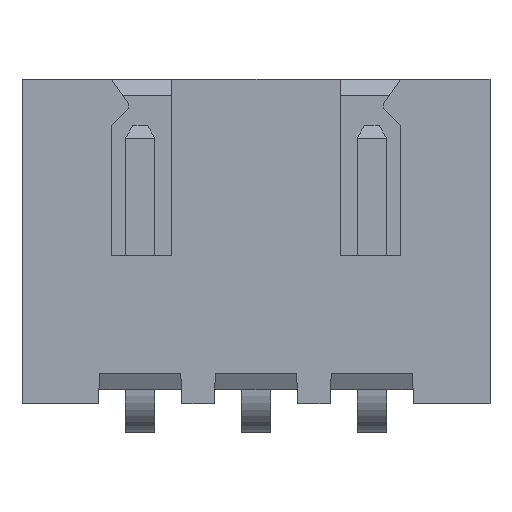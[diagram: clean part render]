
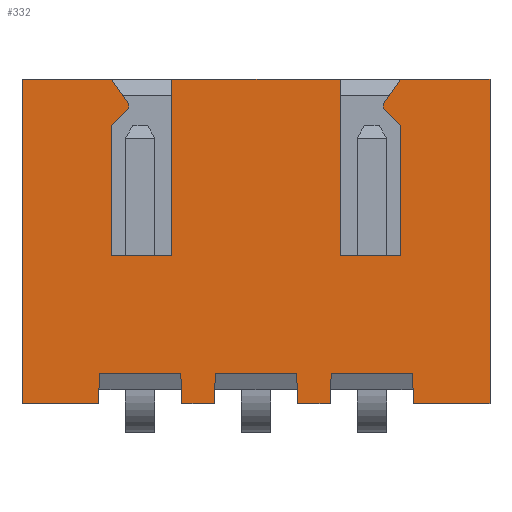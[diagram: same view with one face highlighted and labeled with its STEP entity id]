
A CAD part, top view. The second image highlights one B-rep face of the part: STEP entity #332.
In plain terms, the highlighted planar face has unit normal (0, 0, 1).
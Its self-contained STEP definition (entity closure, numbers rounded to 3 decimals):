
#332=ADVANCED_FACE('',(#965),#967,.T.);
#965=FACE_BOUND('',#966,.T.);
#966=EDGE_LOOP('',(#1460,#1461,#1462,#1463,#1464,#1465,#1466,#1467,#1468,#1469,#1470,
#1471,#1472,#1473,#1474,#1475,#1476,#1477,#1478,#1479,#1480,#1481,#1482,#1483,#1484,
#1485,#1486,#1487,#1488,#1489));
#967=PLANE('',#968);
#968=AXIS2_PLACEMENT_3D('',#969,#970,#971);
#969=CARTESIAN_POINT('',(-7.55,0.3,5.75));
#970=DIRECTION('',(0.,0.,1.));
#971=DIRECTION('',(1.,0.,0.));
#1460=ORIENTED_EDGE('',*,*,#1831,.T.);
#1461=ORIENTED_EDGE('',*,*,#1798,.T.);
#1462=ORIENTED_EDGE('',*,*,#1823,.T.);
#1463=ORIENTED_EDGE('',*,*,#1832,.T.);
#1464=ORIENTED_EDGE('',*,*,#1833,.T.);
#1465=ORIENTED_EDGE('',*,*,#1834,.T.);
#1466=ORIENTED_EDGE('',*,*,#1835,.T.);
#1467=ORIENTED_EDGE('',*,*,#1836,.T.);
#1468=ORIENTED_EDGE('',*,*,#1837,.F.);
#1469=ORIENTED_EDGE('',*,*,#1838,.T.);
#1470=ORIENTED_EDGE('',*,*,#1839,.T.);
#1471=ORIENTED_EDGE('',*,*,#1840,.T.);
#1472=ORIENTED_EDGE('',*,*,#1841,.T.);
#1473=ORIENTED_EDGE('',*,*,#1842,.T.);
#1474=ORIENTED_EDGE('',*,*,#1843,.T.);
#1475=ORIENTED_EDGE('',*,*,#1844,.F.);
#1476=ORIENTED_EDGE('',*,*,#1845,.T.);
#1477=ORIENTED_EDGE('',*,*,#1846,.T.);
#1478=ORIENTED_EDGE('',*,*,#1847,.T.);
#1479=ORIENTED_EDGE('',*,*,#1848,.T.);
#1480=ORIENTED_EDGE('',*,*,#1849,.T.);
#1481=ORIENTED_EDGE('',*,*,#1850,.T.);
#1482=ORIENTED_EDGE('',*,*,#1851,.F.);
#1483=ORIENTED_EDGE('',*,*,#1852,.F.);
#1484=ORIENTED_EDGE('',*,*,#1825,.T.);
#1485=ORIENTED_EDGE('',*,*,#1794,.T.);
#1486=ORIENTED_EDGE('',*,*,#1853,.T.);
#1487=ORIENTED_EDGE('',*,*,#1786,.T.);
#1488=ORIENTED_EDGE('',*,*,#1824,.T.);
#1489=ORIENTED_EDGE('',*,*,#1806,.T.);
#1786=EDGE_CURVE('',#1983,#1984,#1985,.F.);
#1794=EDGE_CURVE('',#2000,#1998,#2001,.F.);
#1798=EDGE_CURVE('',#2007,#2008,#2009,.F.);
#1806=EDGE_CURVE('',#2024,#2022,#2025,.F.);
#1823=EDGE_CURVE('',#2008,#2051,#2053,.T.);
#1824=EDGE_CURVE('',#1984,#2024,#2054,.T.);
#1825=EDGE_CURVE('',#2055,#2000,#2056,.T.);
#1831=EDGE_CURVE('',#2022,#2007,#2062,.F.);
#1832=EDGE_CURVE('',#2051,#2063,#2064,.F.);
#1833=EDGE_CURVE('',#2063,#2065,#2066,.F.);
#1834=EDGE_CURVE('',#2065,#2067,#2068,.F.);
#1835=EDGE_CURVE('',#2067,#2069,#2070,.T.);
#1836=EDGE_CURVE('',#2069,#2071,#2072,.T.);
#1837=EDGE_CURVE('',#2073,#2071,#2074,.T.);
#1838=EDGE_CURVE('',#2073,#2075,#2076,.F.);
#1839=EDGE_CURVE('',#2075,#2077,#2078,.F.);
#1840=EDGE_CURVE('',#2077,#2079,#2080,.F.);
#1841=EDGE_CURVE('',#2079,#2081,#2082,.F.);
#1842=EDGE_CURVE('',#2081,#2083,#2084,.F.);
#1843=EDGE_CURVE('',#2083,#2085,#2086,.F.);
#1844=EDGE_CURVE('',#2087,#2085,#2088,.T.);
#1845=EDGE_CURVE('',#2087,#2089,#2090,.F.);
#1846=EDGE_CURVE('',#2089,#2091,#2092,.F.);
#1847=EDGE_CURVE('',#2091,#2093,#2094,.F.);
#1848=EDGE_CURVE('',#2093,#2095,#2096,.F.);
#1849=EDGE_CURVE('',#2095,#2097,#2098,.F.);
#1850=EDGE_CURVE('',#2097,#2099,#2100,.F.);
#1851=EDGE_CURVE('',#2101,#2099,#2102,.T.);
#1852=EDGE_CURVE('',#2055,#2101,#2103,.T.);
#1853=EDGE_CURVE('',#1998,#1983,#2104,.F.);
#1983=VERTEX_POINT('',#2308);
#1984=VERTEX_POINT('',#2309);
#1985=LINE('',#2310,#2311);
#1998=VERTEX_POINT('',#2337);
#2000=VERTEX_POINT('',#2341);
#2001=LINE('',#2342,#2343);
#2007=VERTEX_POINT('',#2356);
#2008=VERTEX_POINT('',#2357);
#2009=LINE('',#2358,#2359);
#2022=VERTEX_POINT('',#2385);
#2024=VERTEX_POINT('',#2389);
#2025=LINE('',#2390,#2391);
#2051=VERTEX_POINT('',#2448);
#2053=LINE('',#2452,#2453);
#2054=LINE('',#2455,#2456);
#2055=VERTEX_POINT('',#2458);
#2056=LINE('',#2459,#2460);
#2062=LINE('',#2477,#2478);
#2063=VERTEX_POINT('',#2480);
#2064=LINE('',#2481,#2482);
#2065=VERTEX_POINT('',#2484);
#2066=LINE('',#2485,#2486);
#2067=VERTEX_POINT('',#2488);
#2068=LINE('',#2489,#2490);
#2069=VERTEX_POINT('',#2492);
#2070=LINE('',#2493,#2494);
#2071=VERTEX_POINT('',#2496);
#2072=LINE('',#2497,#2498);
#2073=VERTEX_POINT('',#2500);
#2074=LINE('',#2501,#2502);
#2075=VERTEX_POINT('',#2504);
#2076=LINE('',#2505,#2506);
#2077=VERTEX_POINT('',#2508);
#2078=LINE('',#2509,#2510);
#2079=VERTEX_POINT('',#2512);
#2080=LINE('',#2513,#2514);
#2081=VERTEX_POINT('',#2516);
#2082=LINE('',#2517,#2518);
#2083=VERTEX_POINT('',#2520);
#2084=LINE('',#2521,#2522);
#2085=VERTEX_POINT('',#2524);
#2086=LINE('',#2525,#2526);
#2087=VERTEX_POINT('',#2528);
#2088=LINE('',#2529,#2530);
#2089=VERTEX_POINT('',#2532);
#2090=LINE('',#2533,#2534);
#2091=VERTEX_POINT('',#2536);
#2092=LINE('',#2537,#2538);
#2093=VERTEX_POINT('',#2540);
#2094=LINE('',#2541,#2542);
#2095=VERTEX_POINT('',#2544);
#2096=LINE('',#2545,#2546);
#2097=VERTEX_POINT('',#2548);
#2098=LINE('',#2549,#2550);
#2099=VERTEX_POINT('',#2552);
#2100=LINE('',#2553,#2554);
#2101=VERTEX_POINT('',#2556);
#2102=LINE('',#2557,#2558);
#2103=LINE('',#2560,#2561);
#2104=LINE('',#2563,#2564);
#2308=CARTESIAN_POINT('',(-4.123,0.95,5.75));
#2309=CARTESIAN_POINT('',(-4.1,0.3,5.75));
#2310=CARTESIAN_POINT('',(-4.1,0.3,5.75));
#2311=VECTOR('',#2312,1.);
#2312=DIRECTION('',(-0.035,0.999,0.));
#2337=CARTESIAN_POINT('',(-5.877,0.95,5.75));
#2341=CARTESIAN_POINT('',(-5.9,0.3,5.75));
#2342=CARTESIAN_POINT('',(-5.877,0.95,5.75));
#2343=VECTOR('',#2344,1.);
#2344=DIRECTION('',(-0.035,-0.999,0.));
#2356=CARTESIAN_POINT('',(-1.623,0.95,5.75));
#2357=CARTESIAN_POINT('',(-1.6,0.3,5.75));
#2358=CARTESIAN_POINT('',(-1.6,0.3,5.75));
#2359=VECTOR('',#2360,1.);
#2360=DIRECTION('',(-0.035,0.999,0.));
#2385=CARTESIAN_POINT('',(-3.377,0.95,5.75));
#2389=CARTESIAN_POINT('',(-3.4,0.3,5.75));
#2390=CARTESIAN_POINT('',(-3.377,0.95,5.75));
#2391=VECTOR('',#2392,1.);
#2392=DIRECTION('',(-0.035,-0.999,0.));
#2448=CARTESIAN_POINT('',(-0.9,0.3,5.75));
#2452=CARTESIAN_POINT('',(-1.6,0.3,5.75));
#2453=VECTOR('',#2454,1.);
#2454=DIRECTION('',(1.,0.,0.));
#2455=CARTESIAN_POINT('',(-4.1,0.3,5.75));
#2456=VECTOR('',#2457,1.);
#2457=DIRECTION('',(1.,0.,0.));
#2458=CARTESIAN_POINT('',(-7.55,0.3,5.75));
#2459=CARTESIAN_POINT('',(-7.55,0.3,5.75));
#2460=VECTOR('',#2461,1.);
#2461=DIRECTION('',(1.,0.,0.));
#2477=CARTESIAN_POINT('',(-1.623,0.95,5.75));
#2478=VECTOR('',#2479,1.);
#2479=DIRECTION('',(-1.,0.,0.));
#2480=CARTESIAN_POINT('',(-0.877,0.95,5.75));
#2481=CARTESIAN_POINT('',(-0.877,0.95,5.75));
#2482=VECTOR('',#2483,1.);
#2483=DIRECTION('',(-0.035,-0.999,0.));
#2484=CARTESIAN_POINT('',(0.877,0.95,5.75));
#2485=CARTESIAN_POINT('',(0.877,0.95,5.75));
#2486=VECTOR('',#2487,1.);
#2487=DIRECTION('',(-1.,0.,0.));
#2488=CARTESIAN_POINT('',(0.9,0.3,5.75));
#2489=CARTESIAN_POINT('',(0.9,0.3,5.75));
#2490=VECTOR('',#2491,1.);
#2491=DIRECTION('',(-0.035,0.999,0.));
#2492=CARTESIAN_POINT('',(2.55,0.3,5.75));
#2493=CARTESIAN_POINT('',(0.9,0.3,5.75));
#2494=VECTOR('',#2495,1.);
#2495=DIRECTION('',(1.,0.,0.));
#2496=CARTESIAN_POINT('',(2.55,7.3,5.75));
#2497=CARTESIAN_POINT('',(2.55,0.3,5.75));
#2498=VECTOR('',#2499,1.);
#2499=DIRECTION('',(0.,1.,0.));
#2500=CARTESIAN_POINT('',(0.621,7.3,5.75));
#2501=CARTESIAN_POINT('',(0.621,7.3,5.75));
#2502=VECTOR('',#2503,1.);
#2503=DIRECTION('',(1.,0.,0.));
#2504=CARTESIAN_POINT('',(0.25,6.771,5.75));
#2505=CARTESIAN_POINT('',(0.25,6.771,5.75));
#2506=VECTOR('',#2507,1.);
#2507=DIRECTION('',(0.574,0.819,0.));
#2508=CARTESIAN_POINT('',(0.25,6.671,5.75));
#2509=CARTESIAN_POINT('',(0.25,6.671,5.75));
#2510=VECTOR('',#2511,1.);
#2511=DIRECTION('',(0.,1.,0.));
#2512=CARTESIAN_POINT('',(0.621,6.3,5.75));
#2513=CARTESIAN_POINT('',(0.621,6.3,5.75));
#2514=VECTOR('',#2515,1.);
#2515=DIRECTION('',(-0.707,0.707,0.));
#2516=CARTESIAN_POINT('',(0.621,3.5,5.75));
#2517=CARTESIAN_POINT('',(0.621,3.5,5.75));
#2518=VECTOR('',#2519,1.);
#2519=DIRECTION('',(0.,1.,0.));
#2520=CARTESIAN_POINT('',(-0.679,3.5,5.75));
#2521=CARTESIAN_POINT('',(-0.679,3.5,5.75));
#2522=VECTOR('',#2523,1.);
#2523=DIRECTION('',(1.,0.,0.));
#2524=CARTESIAN_POINT('',(-0.679,7.3,5.75));
#2525=CARTESIAN_POINT('',(-0.679,7.3,5.75));
#2526=VECTOR('',#2527,1.);
#2527=DIRECTION('',(0.,-1.,0.));
#2528=CARTESIAN_POINT('',(-4.321,7.3,5.75));
#2529=CARTESIAN_POINT('',(-4.321,7.3,5.75));
#2530=VECTOR('',#2531,1.);
#2531=DIRECTION('',(1.,0.,0.));
#2532=CARTESIAN_POINT('',(-4.321,3.5,5.75));
#2533=CARTESIAN_POINT('',(-4.321,3.5,5.75));
#2534=VECTOR('',#2535,1.);
#2535=DIRECTION('',(0.,1.,0.));
#2536=CARTESIAN_POINT('',(-5.621,3.5,5.75));
#2537=CARTESIAN_POINT('',(-5.621,3.5,5.75));
#2538=VECTOR('',#2539,1.);
#2539=DIRECTION('',(1.,0.,0.));
#2540=CARTESIAN_POINT('',(-5.621,6.3,5.75));
#2541=CARTESIAN_POINT('',(-5.621,6.3,5.75));
#2542=VECTOR('',#2543,1.);
#2543=DIRECTION('',(0.,-1.,0.));
#2544=CARTESIAN_POINT('',(-5.25,6.671,5.75));
#2545=CARTESIAN_POINT('',(-5.25,6.671,5.75));
#2546=VECTOR('',#2547,1.);
#2547=DIRECTION('',(-0.707,-0.707,0.));
#2548=CARTESIAN_POINT('',(-5.25,6.771,5.75));
#2549=CARTESIAN_POINT('',(-5.25,6.771,5.75));
#2550=VECTOR('',#2551,1.);
#2551=DIRECTION('',(0.,-1.,0.));
#2552=CARTESIAN_POINT('',(-5.621,7.3,5.75));
#2553=CARTESIAN_POINT('',(-5.621,7.3,5.75));
#2554=VECTOR('',#2555,1.);
#2555=DIRECTION('',(0.574,-0.819,0.));
#2556=CARTESIAN_POINT('',(-7.55,7.3,5.75));
#2557=CARTESIAN_POINT('',(-7.55,7.3,5.75));
#2558=VECTOR('',#2559,1.);
#2559=DIRECTION('',(1.,0.,0.));
#2560=CARTESIAN_POINT('',(-7.55,0.3,5.75));
#2561=VECTOR('',#2562,1.);
#2562=DIRECTION('',(0.,1.,0.));
#2563=CARTESIAN_POINT('',(-4.123,0.95,5.75));
#2564=VECTOR('',#2565,1.);
#2565=DIRECTION('',(-1.,0.,0.));
